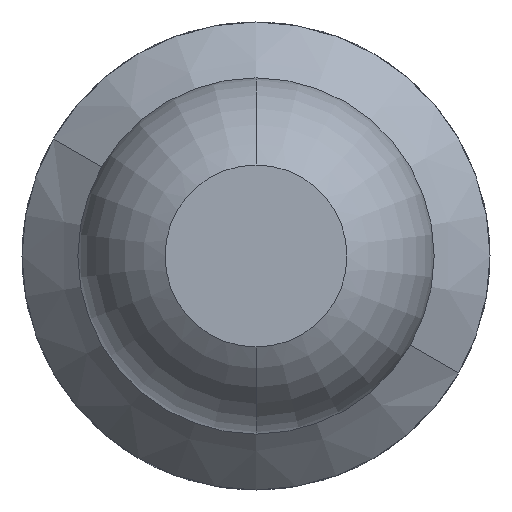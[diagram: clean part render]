
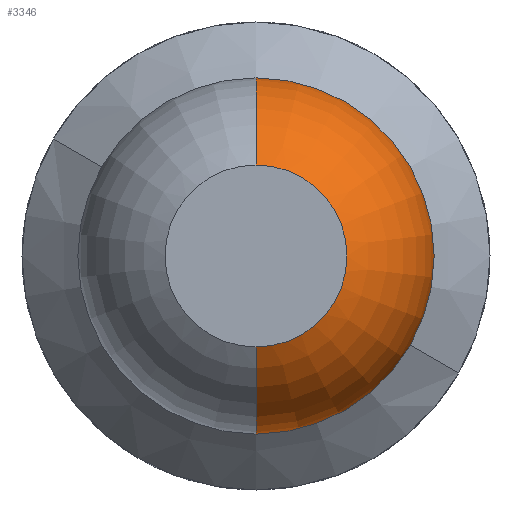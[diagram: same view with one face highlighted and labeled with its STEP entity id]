
A CAD part, front view. The second image highlights one B-rep face of the part: STEP entity #3346.
In plain terms, the highlighted toroidal (fillet/blend) face has major radius 0.035 mm and minor radius 0.65 mm.
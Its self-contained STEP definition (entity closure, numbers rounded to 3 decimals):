
#70 = VERTEX_POINT ( 'NONE', #647 ) ;
#152 = VERTEX_POINT ( 'NONE', #2485 ) ;
#177 = DIRECTION ( 'NONE',  ( 1., 0., 0. ) ) ;
#232 = AXIS2_PLACEMENT_3D ( 'NONE', #3312, #3699, #3381 ) ;
#333 = ORIENTED_EDGE ( 'NONE', *, *, #2511, .T. ) ;
#335 = DIRECTION ( 'NONE',  ( -1., 0., 0. ) ) ;
#398 = CARTESIAN_POINT ( 'NONE',  ( 0., -24.431, 0.685 ) ) ;
#623 = CARTESIAN_POINT ( 'NONE',  ( 0., -24.431, 0. ) ) ;
#647 = CARTESIAN_POINT ( 'NONE',  ( 0., -24.431, -0.685 ) ) ;
#684 = CARTESIAN_POINT ( 'NONE',  ( 0., -24.431, 0. ) ) ;
#781 = VERTEX_POINT ( 'NONE', #3878 ) ;
#831 = FACE_OUTER_BOUND ( 'NONE', #3398, .T. ) ;
#999 = TOROIDAL_SURFACE ( 'NONE', #1662, 0.035, 0.65 ) ;
#1059 = ORIENTED_EDGE ( 'NONE', *, *, #2853, .T. ) ;
#1396 = CIRCLE ( 'NONE', #2011, 0.65 ) ;
#1460 = DIRECTION ( 'NONE',  ( 0., 0., -1. ) ) ;
#1513 = EDGE_CURVE ( 'Defeature ausgef�hrt1_35+Defeature ausgef�hrt1_4+Defeature ausgef�hrt1_4+Defeature ausgef�hrt1_4', #152, #781, #3839, .T. ) ;
#1662 = AXIS2_PLACEMENT_3D ( 'NONE', #623, #2544, #1460 ) ;
#1840 = CARTESIAN_POINT ( 'NONE',  ( 0., -24.431, -0.035 ) ) ;
#2011 = AXIS2_PLACEMENT_3D ( 'NONE', #3577, #177, #4663 ) ;
#2036 = ORIENTED_EDGE ( 'NONE', *, *, #4568, .F. ) ;
#2071 = AXIS2_PLACEMENT_3D ( 'NONE', #1840, #335, #4394 ) ;
#2485 = CARTESIAN_POINT ( 'NONE',  ( 0., -25., -0.35 ) ) ;
#2511 = EDGE_CURVE ( 'Defeature ausgef�hrt1_4+Defeature ausgef�hrt1_5+Defeature ausgef�hrt1_5+Defeature ausgef�hrt1_5', #70, #3375, #3622, .T. ) ;
#2522 = DIRECTION ( 'NONE',  ( 0., -1., 0. ) ) ;
#2544 = DIRECTION ( 'NONE',  ( 0., -1., 0. ) ) ;
#2545 = DIRECTION ( 'NONE',  ( 0., 0., -1. ) ) ;
#2636 = ORIENTED_EDGE ( 'NONE', *, *, #1513, .F. ) ;
#2853 = EDGE_CURVE ( 'NONE', #3375, #781, #1396, .T. ) ;
#2899 = AXIS2_PLACEMENT_3D ( 'NONE', #684, #2522, #2545 ) ;
#2914 = CIRCLE ( 'NONE', #2071, 0.65 ) ;
#3312 = CARTESIAN_POINT ( 'NONE',  ( 0., -25., 0. ) ) ;
#3346 = ADVANCED_FACE ( 'Defeature ausgef�hrt1_4', ( #831 ), #999, .T. ) ;
#3375 = VERTEX_POINT ( 'NONE', #398 ) ;
#3381 = DIRECTION ( 'NONE',  ( 0., 0., -1. ) ) ;
#3398 = EDGE_LOOP ( 'NONE', ( #333, #1059, #2636, #2036 ) ) ;
#3577 = CARTESIAN_POINT ( 'NONE',  ( 0., -24.431, 0.035 ) ) ;
#3622 = CIRCLE ( 'NONE', #2899, 0.685 ) ;
#3699 = DIRECTION ( 'NONE',  ( 0., -1., 0. ) ) ;
#3839 = CIRCLE ( 'NONE', #232, 0.35 ) ;
#3878 = CARTESIAN_POINT ( 'NONE',  ( 0., -25., 0.35 ) ) ;
#4394 = DIRECTION ( 'NONE',  ( 0., 0., 1. ) ) ;
#4568 = EDGE_CURVE ( 'NONE', #70, #152, #2914, .T. ) ;
#4663 = DIRECTION ( 'NONE',  ( 0., 0., -1. ) ) ;
